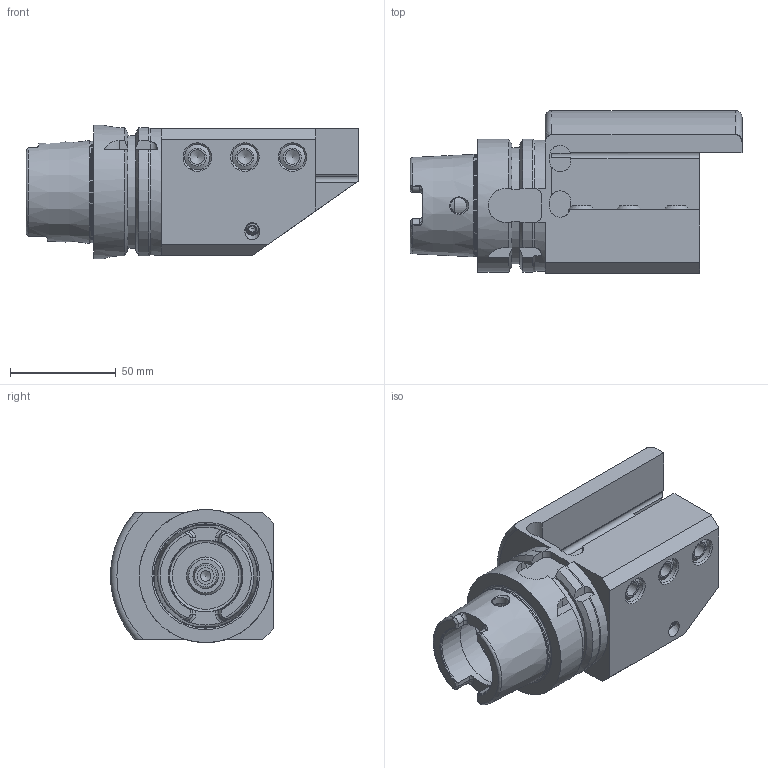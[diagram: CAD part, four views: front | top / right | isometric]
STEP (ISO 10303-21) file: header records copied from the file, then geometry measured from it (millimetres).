
FILE_DESCRIPTION((''),'2;1');
FILE_NAME('590075050105-3D.stp','2019-12-10T10:40:04',('nttooll'),(''),'Autodesk Inventor 2012','Autodesk Inventor 2012','');
FILE_SCHEMA(('AUTOMOTIVE_DESIGN { 1 0 10303 214 1 1 1 1 }'));
Length unit declared in the file: millimetre
Products named in the file (1): 590075050105-3D
Bounding box: 157 x 76.93 x 63 mm (x, y, z)
Volume: 357353.1 mm3; surface area: 53206.1 mm2
Topology: 1 solids, 1 shells, 223 faces, 566 edges, 364 vertices
Faces by surface type: plane 86, cylinder 67, cone 51, torus 17, sphere 2
Full cylindrical faces by diameter (mm): 2 x1, 3.464 x1, 4.3 x2, 5 x1, 5.2 x1, 6 x3, 6.928 x3, 7.5 x2, 8 x2, 10.5 x1, 11.3 x1, 12 x7, 15 x1, 16 x1, 18 x1, 34 x1, 34.5 x1, 40 x1, 48 x1, 63 x1
Entity records: 6719 total; most frequent: CARTESIAN_POINT 1777, DIRECTION 1033, ORIENTED_EDGE 940, EDGE_CURVE 470, AXIS2_PLACEMENT_3D 429, VERTEX_POINT 337, EDGE_LOOP 317, FACE_OUTER_BOUND 223
